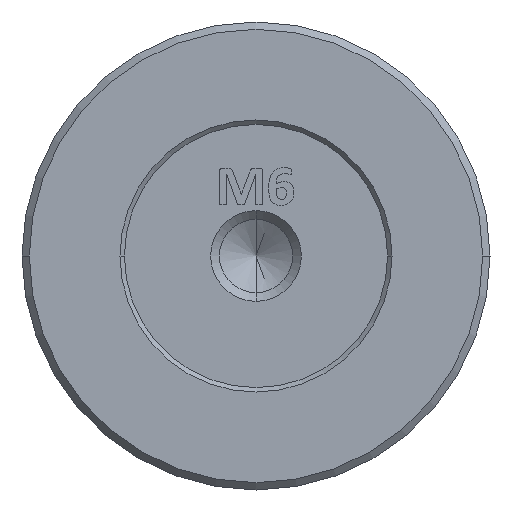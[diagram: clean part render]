
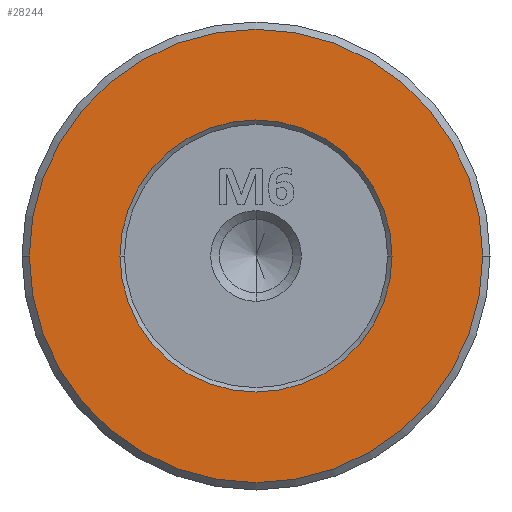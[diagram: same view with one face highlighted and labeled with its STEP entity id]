
A CAD part, left-side view. The second image highlights one B-rep face of the part: STEP entity #28244.
In plain terms, the highlighted planar face has unit normal (-1, 0, 0).
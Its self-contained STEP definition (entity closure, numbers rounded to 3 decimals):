
#468 = EDGE_LOOP ( 'NONE', ( #2826, #9048 ) ) ;
#614 = CIRCLE ( 'NONE', #10802, 15.5 ) ;
#1635 = DIRECTION ( 'NONE',  ( -1., 0., 0. ) ) ;
#1892 = VERTEX_POINT ( 'NONE', #25143 ) ;
#2826 = ORIENTED_EDGE ( 'NONE', *, *, #7320, .T. ) ;
#3063 = CIRCLE ( 'NONE', #14370, 9.3 ) ;
#3165 = EDGE_CURVE ( 'NONE', #1892, #4643, #3063, .T. ) ;
#3475 = DIRECTION ( 'NONE',  ( -1., 0., 0. ) ) ;
#3617 = VERTEX_POINT ( 'NONE', #17922 ) ;
#4643 = VERTEX_POINT ( 'NONE', #9966 ) ;
#5726 = DIRECTION ( 'NONE',  ( -1., 0., 0. ) ) ;
#5990 = CARTESIAN_POINT ( 'NONE',  ( -76.278, 4.064, 6.822 ) ) ;
#6142 = DIRECTION ( 'NONE',  ( 0., -1., 0. ) ) ;
#7081 = ORIENTED_EDGE ( 'NONE', *, *, #3165, .T. ) ;
#7230 = CARTESIAN_POINT ( 'NONE',  ( -76.278, 4.064, 6.822 ) ) ;
#7320 = EDGE_CURVE ( 'NONE', #3617, #21753, #614, .T. ) ;
#7479 = EDGE_LOOP ( 'NONE', ( #24855, #7081 ) ) ;
#9048 = ORIENTED_EDGE ( 'NONE', *, *, #25583, .T. ) ;
#9966 = CARTESIAN_POINT ( 'NONE',  ( -76.278, -5.236, 6.822 ) ) ;
#10138 = DIRECTION ( 'NONE',  ( 0., -1., 0. ) ) ;
#10344 = FACE_OUTER_BOUND ( 'NONE', #468, .T. ) ;
#10802 = AXIS2_PLACEMENT_3D ( 'NONE', #14843, #5726, #6142 ) ;
#12204 = AXIS2_PLACEMENT_3D ( 'NONE', #25867, #13082, #21363 ) ;
#13082 = DIRECTION ( 'NONE',  ( 1., 0., 0. ) ) ;
#14370 = AXIS2_PLACEMENT_3D ( 'NONE', #7230, #22459, #23049 ) ;
#14478 = CARTESIAN_POINT ( 'NONE',  ( -76.278, 4.064, 6.822 ) ) ;
#14549 = DIRECTION ( 'NONE',  ( 0., 1., 0. ) ) ;
#14843 = CARTESIAN_POINT ( 'NONE',  ( -76.278, 4.064, 6.822 ) ) ;
#15129 = CIRCLE ( 'NONE', #17886, 15.5 ) ;
#17146 = FACE_BOUND ( 'NONE', #7479, .T. ) ;
#17886 = AXIS2_PLACEMENT_3D ( 'NONE', #14478, #3475, #10138 ) ;
#17922 = CARTESIAN_POINT ( 'NONE',  ( -76.278, 19.564, 6.822 ) ) ;
#20271 = EDGE_CURVE ( 'NONE', #4643, #1892, #20527, .T. ) ;
#20527 = CIRCLE ( 'NONE', #12204, 9.3 ) ;
#21152 = CARTESIAN_POINT ( 'NONE',  ( -76.278, -11.436, 6.822 ) ) ;
#21363 = DIRECTION ( 'NONE',  ( 0., -1., 0. ) ) ;
#21753 = VERTEX_POINT ( 'NONE', #21152 ) ;
#21883 = AXIS2_PLACEMENT_3D ( 'NONE', #5990, #1635, #14549 ) ;
#22459 = DIRECTION ( 'NONE',  ( 1., 0., 0. ) ) ;
#23049 = DIRECTION ( 'NONE',  ( 0., -1., 0. ) ) ;
#24855 = ORIENTED_EDGE ( 'NONE', *, *, #20271, .T. ) ;
#25143 = CARTESIAN_POINT ( 'NONE',  ( -76.278, 13.364, 6.822 ) ) ;
#25583 = EDGE_CURVE ( 'NONE', #21753, #3617, #15129, .T. ) ;
#25867 = CARTESIAN_POINT ( 'NONE',  ( -76.278, 4.064, 6.822 ) ) ;
#26279 = PLANE ( 'NONE',  #21883 ) ;
#28244 = ADVANCED_FACE ( 'NONE', ( #17146, #10344 ), #26279, .T. ) ;
